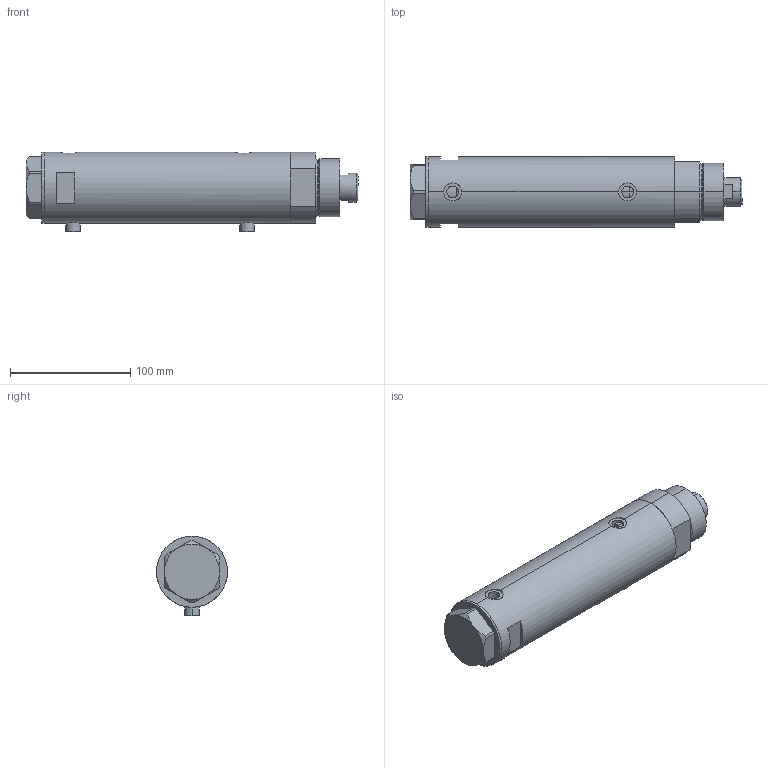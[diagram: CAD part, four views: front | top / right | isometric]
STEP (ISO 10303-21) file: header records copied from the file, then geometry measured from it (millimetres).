
FILE_DESCRIPTION (( 'STEP AP203' ), '1' );
FILE_NAME ('6c30.STEP', '2024-02-12T00:06:42', ( '' ), ( '' ), 'SwSTEP 2.0', 'SolidWorks 2019', '' );
FILE_SCHEMA (( 'CONFIG_CONTROL_DESIGN' ));
Length unit declared in the file: millimetre
Products named in the file (5): V270CG_FRONT ce1980d6af6513613e2956bbdf0d7b01; 6c30; V270CG_MIDDLE ce1980d6af6513613e2956bbdf0d7b01; V270CG_VC ce1980d6af6513613e2956bbdf0d7b01; V270CG_BACK ce1980d6af6513613e2956bbdf0d7b01
Assembly tree (4 placements, depth 2):
  6c30
    V270CG_MIDDLE ce1980d6af6513613e2956bbdf0d7b01
    V270CG_BACK ce1980d6af6513613e2956bbdf0d7b01
    V270CG_FRONT ce1980d6af6513613e2956bbdf0d7b01
    V270CG_VC ce1980d6af6513613e2956bbdf0d7b01
Bounding box: 276.2 x 59 x 66.1 mm (x, y, z)
Volume: 642976.7 mm3; surface area: 125861.7 mm2
Topology: 4 solids, 4 shells, 120 faces, 273 edges, 167 vertices
Faces by surface type: plane 51, cylinder 49, cone 16, torus 4
Entity records: 4449 total; most frequent: CARTESIAN_POINT 1196, DIRECTION 611, ORIENTED_EDGE 542, EDGE_CURVE 271, AXIS2_PLACEMENT_3D 247, VERTEX_POINT 167, EDGE_LOOP 136, CIRCLE 120
